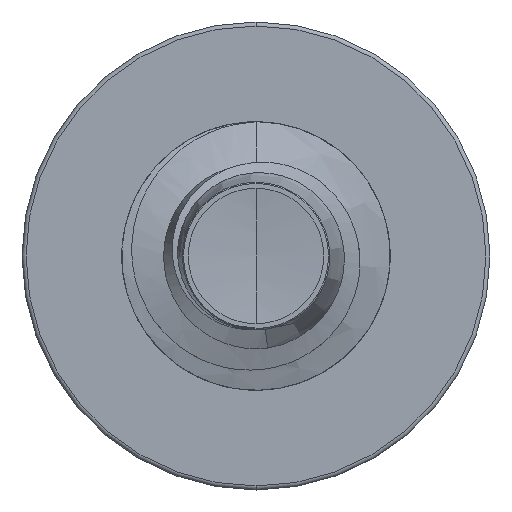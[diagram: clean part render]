
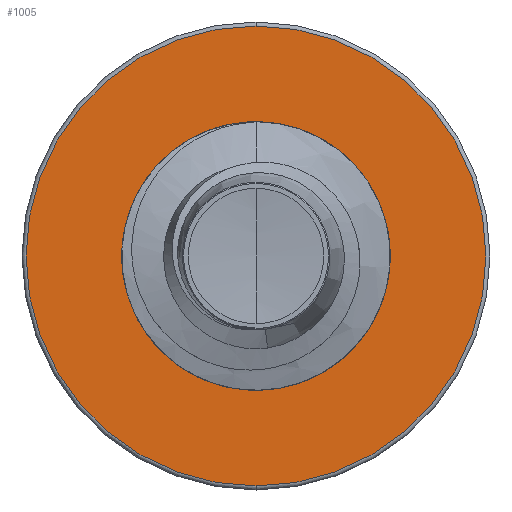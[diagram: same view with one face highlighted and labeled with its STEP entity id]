
A CAD part, front view. The second image highlights one B-rep face of the part: STEP entity #1005.
In plain terms, the highlighted planar face has unit normal (0, -1, 0).
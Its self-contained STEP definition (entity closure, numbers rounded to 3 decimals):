
#1005 = ADVANCED_FACE ( 'NONE', ( #12012, #14872 ), #7300, .F. ) ;
#1067 = DIRECTION ( 'NONE',  ( 0., 0., 1. ) ) ;
#1299 = DIRECTION ( 'NONE',  ( 0., 1., 0. ) ) ;
#1453 = AXIS2_PLACEMENT_3D ( 'NONE', #9129, #8127, #7227 ) ;
#1454 = ORIENTED_EDGE ( 'NONE', *, *, #14500, .T. ) ;
#2229 = CIRCLE ( 'NONE', #4369, 2.998 ) ;
#2542 = CIRCLE ( 'NONE', #15880, 2.998 ) ;
#4369 = AXIS2_PLACEMENT_3D ( 'NONE', #18341, #11021, #1067 ) ;
#4710 = DIRECTION ( 'NONE',  ( 0., 1., 0. ) ) ;
#5827 = VERTEX_POINT ( 'NONE', #8249 ) ;
#6203 = VERTEX_POINT ( 'NONE', #7455 ) ;
#7187 = AXIS2_PLACEMENT_3D ( 'NONE', #13329, #4710, #14535 ) ;
#7227 = DIRECTION ( 'NONE',  ( 0., 0., 1. ) ) ;
#7300 = PLANE ( 'NONE',  #1453 ) ;
#7455 = CARTESIAN_POINT ( 'NONE',  ( 0., 11., -1.722 ) ) ;
#8127 = DIRECTION ( 'NONE',  ( 0., 1., 0. ) ) ;
#8249 = CARTESIAN_POINT ( 'NONE',  ( 0., 11., 1.722 ) ) ;
#9129 = CARTESIAN_POINT ( 'NONE',  ( 0., 11., -1.722 ) ) ;
#9998 = ORIENTED_EDGE ( 'NONE', *, *, #16547, .F. ) ;
#10197 = CARTESIAN_POINT ( 'NONE',  ( 0., 11., 0. ) ) ;
#10920 = CIRCLE ( 'NONE', #7187, 1.722 ) ;
#11021 = DIRECTION ( 'NONE',  ( 0., 1., 0. ) ) ;
#11168 = CARTESIAN_POINT ( 'NONE',  ( 0., 11., 0. ) ) ;
#11473 = DIRECTION ( 'NONE',  ( 0., 0., 1. ) ) ;
#12012 = FACE_OUTER_BOUND ( 'NONE', #13621, .T. ) ;
#12445 = DIRECTION ( 'NONE',  ( 0., 0., 1. ) ) ;
#13082 = VERTEX_POINT ( 'NONE', #13379 ) ;
#13329 = CARTESIAN_POINT ( 'NONE',  ( 0., 11., 0. ) ) ;
#13370 = ORIENTED_EDGE ( 'NONE', *, *, #16120, .F. ) ;
#13379 = CARTESIAN_POINT ( 'NONE',  ( 0., 11., 2.998 ) ) ;
#13576 = AXIS2_PLACEMENT_3D ( 'NONE', #11168, #1299, #12445 ) ;
#13621 = EDGE_LOOP ( 'NONE', ( #9998, #13370 ) ) ;
#14076 = EDGE_CURVE ( 'NONE', #5827, #6203, #10920, .T. ) ;
#14500 = EDGE_CURVE ( 'NONE', #6203, #5827, #17186, .T. ) ;
#14535 = DIRECTION ( 'NONE',  ( 0., 0., 1. ) ) ;
#14872 = FACE_BOUND ( 'NONE', #15302, .T. ) ;
#15004 = CARTESIAN_POINT ( 'NONE',  ( 0., 11., -2.997 ) ) ;
#15302 = EDGE_LOOP ( 'NONE', ( #16702, #1454 ) ) ;
#15880 = AXIS2_PLACEMENT_3D ( 'NONE', #10197, #18718, #11473 ) ;
#16120 = EDGE_CURVE ( 'NONE', #16523, #13082, #2229, .T. ) ;
#16523 = VERTEX_POINT ( 'NONE', #15004 ) ;
#16547 = EDGE_CURVE ( 'NONE', #13082, #16523, #2542, .T. ) ;
#16702 = ORIENTED_EDGE ( 'NONE', *, *, #14076, .T. ) ;
#17186 = CIRCLE ( 'NONE', #13576, 1.722 ) ;
#18341 = CARTESIAN_POINT ( 'NONE',  ( 0., 11., 0. ) ) ;
#18718 = DIRECTION ( 'NONE',  ( 0., 1., 0. ) ) ;
